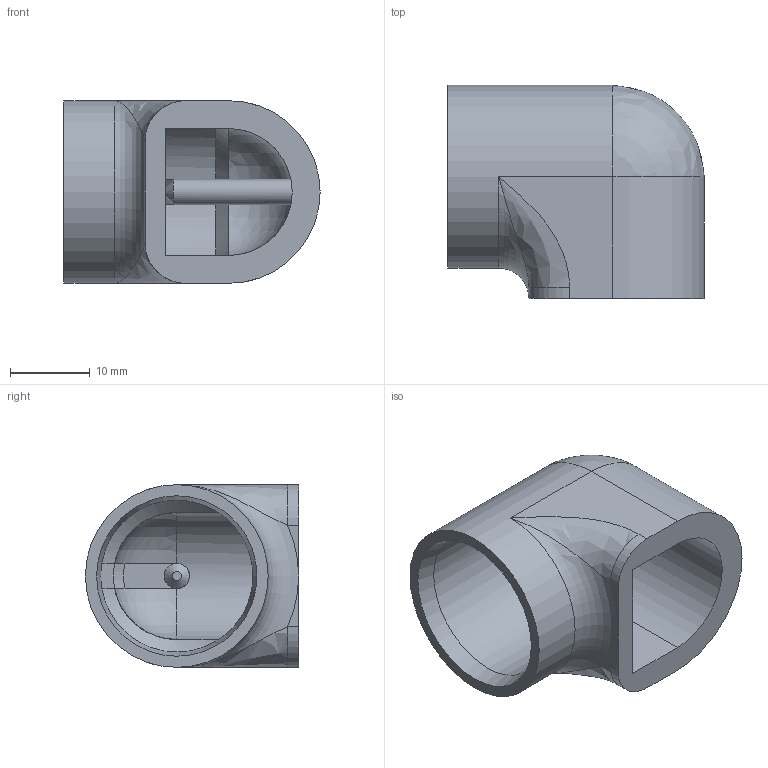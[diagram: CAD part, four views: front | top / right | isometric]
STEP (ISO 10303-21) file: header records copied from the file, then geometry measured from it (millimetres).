
FILE_DESCRIPTION(/* description */ (''),/* implementation_level */ '2;1');
FILE_NAME(/* name */ 'auger_end.step',/* time_stamp */ '2022-01-04T08:33:47-08:00',/* author */ (''),/* organization */ (''),/* preprocessor_version */ 'ST-DEVELOPER v18.1',/* originating_system */ 'Autodesk Translation Framework v10.10.0.1391',/* authorisation */ '');
FILE_SCHEMA (('AUTOMOTIVE_DESIGN { 1 0 10303 214 3 1 1 }'));
Length unit declared in the file: inch
Products named in the file (1): auger end
Bounding box: 32.07 x 26.67 x 22.86 mm (x, y, z)
Volume: 6307.8 mm3; surface area: 4976.9 mm2
Topology: 1 solids, 1 shells, 39 faces, 105 edges, 62 vertices
Faces by surface type: plane 16, cylinder 11, cone 6, sphere 3, bspline 2, torus 1
Full cylindrical faces by diameter (mm): 3.175 x1, 19.05 x1, 22.86 x1
Entity records: 1405 total; most frequent: CARTESIAN_POINT 440, ORIENTED_EDGE 198, DIRECTION 196, EDGE_CURVE 99, AXIS2_PLACEMENT_3D 76, VERTEX_POINT 62, LINE 44, VECTOR 44
